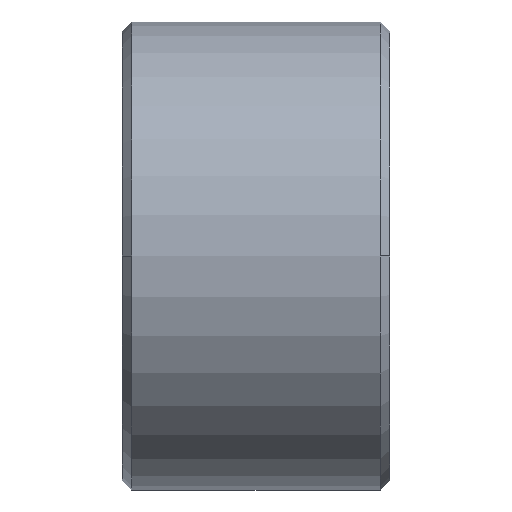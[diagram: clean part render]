
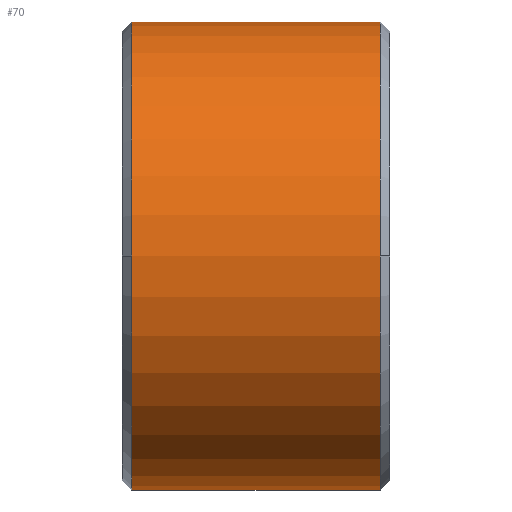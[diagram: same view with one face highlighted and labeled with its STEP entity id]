
A CAD part, front view. The second image highlights one B-rep face of the part: STEP entity #70.
In plain terms, the highlighted cylindrical face has radius 17.5 mm (diameter 35 mm), a partial arc.
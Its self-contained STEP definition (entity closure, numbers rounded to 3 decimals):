
#70=ADVANCED_FACE('',(#141),#142,.T.);
#141=FACE_OUTER_BOUND('',#212,.T.);
#142=CYLINDRICAL_SURFACE('',#213,17.5);
#212=EDGE_LOOP('',(#347,#348,#349,#350,#351,#352));
#213=AXIS2_PLACEMENT_3D('',#353,#354,#355);
#347=ORIENTED_EDGE('',*,*,#426,.T.);
#348=ORIENTED_EDGE('',*,*,#432,.T.);
#349=ORIENTED_EDGE('',*,*,#407,.T.);
#350=ORIENTED_EDGE('',*,*,#428,.T.);
#351=ORIENTED_EDGE('',*,*,#419,.T.);
#352=ORIENTED_EDGE('',*,*,#455,.T.);
#353=CARTESIAN_POINT('',(10.0,0.0,0.0));
#354=DIRECTION('',(1.0,0.0,0.0));
#355=DIRECTION('',(0.0,0.0,-1.0));
#407=EDGE_CURVE('',#474,#472,#475,.T.);
#419=EDGE_CURVE('',#496,#494,#497,.T.);
#426=EDGE_CURVE('',#506,#507,#508,.T.);
#428=EDGE_CURVE('',#472,#496,#510,.T.);
#432=EDGE_CURVE('',#507,#474,#514,.T.);
#455=EDGE_CURVE('',#494,#506,#547,.T.);
#472=VERTEX_POINT('',#565);
#474=VERTEX_POINT('',#567);
#475=CIRCLE('',#568,17.5);
#494=VERTEX_POINT('',#591);
#496=VERTEX_POINT('',#594);
#497=CIRCLE('',#595,17.5);
#506=VERTEX_POINT('',#606);
#507=VERTEX_POINT('',#607);
#508=LINE('',#608,#609);
#510=LINE('',#611,#612);
#514=CIRCLE('',#616,17.5);
#547=CIRCLE('',#651,17.5);
#565=CARTESIAN_POINT('',(19.3,0.,17.5));
#567=CARTESIAN_POINT('',(19.3,-17.5,0.));
#568=AXIS2_PLACEMENT_3D('',#668,#669,#670);
#591=CARTESIAN_POINT('',(0.7,-17.5,0.));
#594=CARTESIAN_POINT('',(0.7,0.,17.5));
#595=AXIS2_PLACEMENT_3D('',#688,#689,#690);
#606=CARTESIAN_POINT('',(0.7,0.,-17.5));
#607=CARTESIAN_POINT('',(19.3,0.,-17.5));
#608=CARTESIAN_POINT('',(10.0,0.,-17.5));
#609=VECTOR('',#699,1.0);
#611=CARTESIAN_POINT('',(10.0,0.,17.5));
#612=VECTOR('',#703,1.0);
#616=AXIS2_PLACEMENT_3D('',#710,#711,#712);
#651=AXIS2_PLACEMENT_3D('',#757,#758,#759);
#668=CARTESIAN_POINT('',(19.3,0.0,0.0));
#669=DIRECTION('',(-1.0,0.0,0.));
#670=DIRECTION('',(0.,0.0,-1.0));
#688=CARTESIAN_POINT('',(0.7,0.0,0.0));
#689=DIRECTION('',(1.0,0.0,0.));
#690=DIRECTION('',(0.,0.0,-1.0));
#699=DIRECTION('',(1.0,0.0,0.0));
#703=DIRECTION('',(-1.0,-0.0,-0.0));
#710=CARTESIAN_POINT('',(19.3,0.0,0.0));
#711=DIRECTION('',(-1.0,0.0,0.));
#712=DIRECTION('',(0.,0.0,-1.0));
#757=CARTESIAN_POINT('',(0.7,0.0,0.0));
#758=DIRECTION('',(1.0,0.0,0.));
#759=DIRECTION('',(0.,0.0,-1.0));
